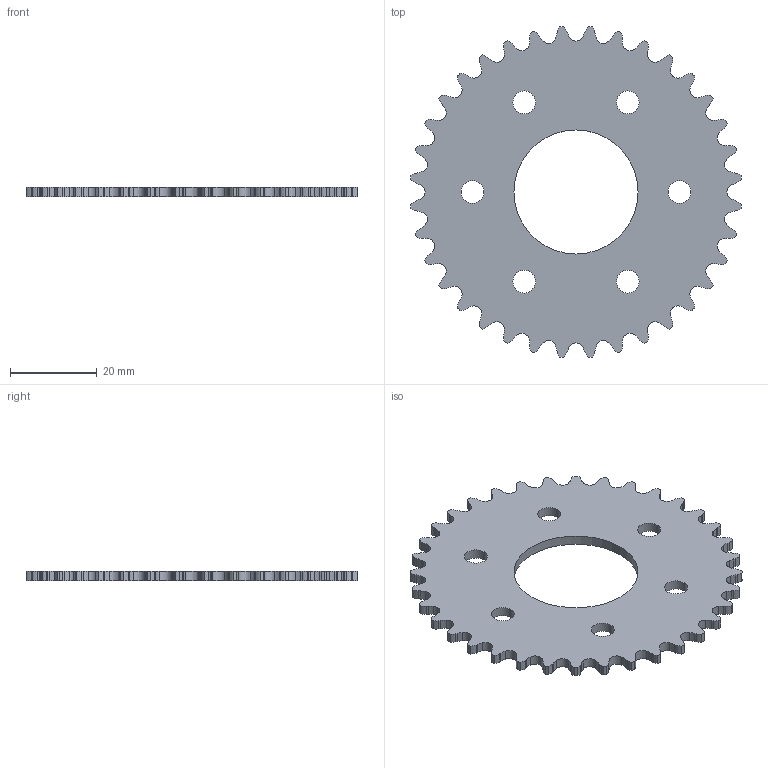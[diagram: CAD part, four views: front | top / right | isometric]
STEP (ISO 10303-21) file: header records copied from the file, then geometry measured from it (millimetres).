
FILE_DESCRIPTION (( 'STEP AP214' ), '1' );
FILE_NAME ('am-0234 S25-36L Sprocket.STEP', '2016-01-29T20:22:37', ( '' ), ( '' ), 'SwSTEP 2.0', 'SolidWorks 2014', '' );
FILE_SCHEMA (( 'AUTOMOTIVE_DESIGN' ));
Length unit declared in the file: inch
Products named in the file (1): am-0234 S25-36L Sprocket
Bounding box: 76.17 x 76.17 x 2.29 mm (x, y, z)
Volume: 7670.7 mm3; surface area: 7985.2 mm2
Topology: 1 solids, 1 shells, 325 faces, 969 edges, 646 vertices
Faces by surface type: cylinder 251, plane 74
Entity records: 11253 total; most frequent: DIRECTION 2123, CARTESIAN_POINT 1941, ORIENTED_EDGE 1938, EDGE_CURVE 969, AXIS2_PLACEMENT_3D 828, VERTEX_POINT 646, CIRCLE 502, LINE 467
